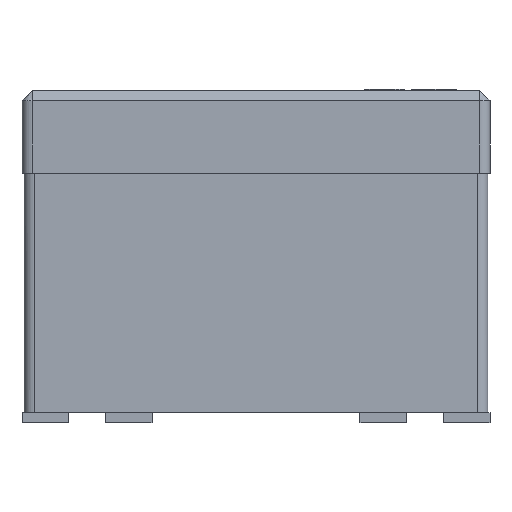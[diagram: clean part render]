
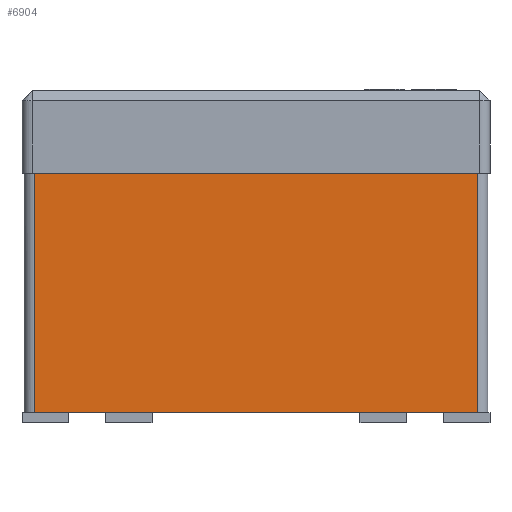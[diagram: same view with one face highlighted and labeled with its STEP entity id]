
A CAD part, front view. The second image highlights one B-rep face of the part: STEP entity #6904.
In plain terms, the highlighted free-form (B-spline) face has degree [1, 1] with [2, 2] control points.
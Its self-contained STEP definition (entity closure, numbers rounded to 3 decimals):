
#6684 = VERTEX_POINT('',#6685);
#6685 = CARTESIAN_POINT('',(-1.837,-1.362,
    2.069));
#6691 = EDGE_CURVE('',#6684,#6692,#6694,.T.);
#6692 = VERTEX_POINT('',#6693);
#6693 = CARTESIAN_POINT('',(1.837,-1.362,
    2.069));
#6694 = B_SPLINE_CURVE_WITH_KNOTS('',1,(#6695,#6696),.UNSPECIFIED.,.F.,
  .F.,(2,2),(0.1,4.36),.PIECEWISE_BEZIER_KNOTS.);
#6695 = CARTESIAN_POINT('',(-1.837,-1.362,
    2.069));
#6696 = CARTESIAN_POINT('',(1.837,-1.362,
    2.069));
#6764 = EDGE_CURVE('',#6765,#6767,#6769,.T.);
#6765 = VERTEX_POINT('',#6766);
#6766 = CARTESIAN_POINT('',(-1.837,-1.362,
    0.086));
#6767 = VERTEX_POINT('',#6768);
#6768 = CARTESIAN_POINT('',(1.837,-1.362,
    0.086));
#6769 = B_SPLINE_CURVE_WITH_KNOTS('',1,(#6770,#6771),.UNSPECIFIED.,.F.,
  .F.,(2,2),(0.1,4.36),.PIECEWISE_BEZIER_KNOTS.);
#6770 = CARTESIAN_POINT('',(-1.837,-1.362,
    0.086));
#6771 = CARTESIAN_POINT('',(1.837,-1.362,
    0.086));
#6904 = ADVANCED_FACE('',(#6905),#6919,.T.);
#6905 = FACE_BOUND('',#6906,.T.);
#6906 = EDGE_LOOP('',(#6907,#6908,#6913,#6914));
#6907 = ORIENTED_EDGE('',*,*,#6691,.F.);
#6908 = ORIENTED_EDGE('',*,*,#6909,.T.);
#6909 = EDGE_CURVE('',#6684,#6765,#6910,.T.);
#6910 = B_SPLINE_CURVE_WITH_KNOTS('',1,(#6911,#6912),.UNSPECIFIED.,.F.,
  .F.,(2,2),(-2.3,-0.),.PIECEWISE_BEZIER_KNOTS.);
#6911 = CARTESIAN_POINT('',(-1.837,-1.362,
    2.069));
#6912 = CARTESIAN_POINT('',(-1.837,-1.362,
    0.086));
#6913 = ORIENTED_EDGE('',*,*,#6764,.T.);
#6914 = ORIENTED_EDGE('',*,*,#6915,.T.);
#6915 = EDGE_CURVE('',#6767,#6692,#6916,.T.);
#6916 = B_SPLINE_CURVE_WITH_KNOTS('',1,(#6917,#6918),.UNSPECIFIED.,.F.,
  .F.,(2,2),(0.,2.3),.PIECEWISE_BEZIER_KNOTS.);
#6917 = CARTESIAN_POINT('',(1.837,-1.362,
    0.086));
#6918 = CARTESIAN_POINT('',(1.837,-1.362,
    2.069));
#6919 = B_SPLINE_SURFACE_WITH_KNOTS('',1,1,(
    (#6920,#6921)
    ,(#6922,#6923
    )),.UNSPECIFIED.,.F.,.F.,.F.,(2,2),(2,2),(-2.3,0.),(
    0.1,4.36),.PIECEWISE_BEZIER_KNOTS.);
#6920 = CARTESIAN_POINT('',(-1.837,-1.362,
    2.069));
#6921 = CARTESIAN_POINT('',(1.837,-1.362,
    2.069));
#6922 = CARTESIAN_POINT('',(-1.837,-1.362,
    0.086));
#6923 = CARTESIAN_POINT('',(1.837,-1.362,
    0.086));
